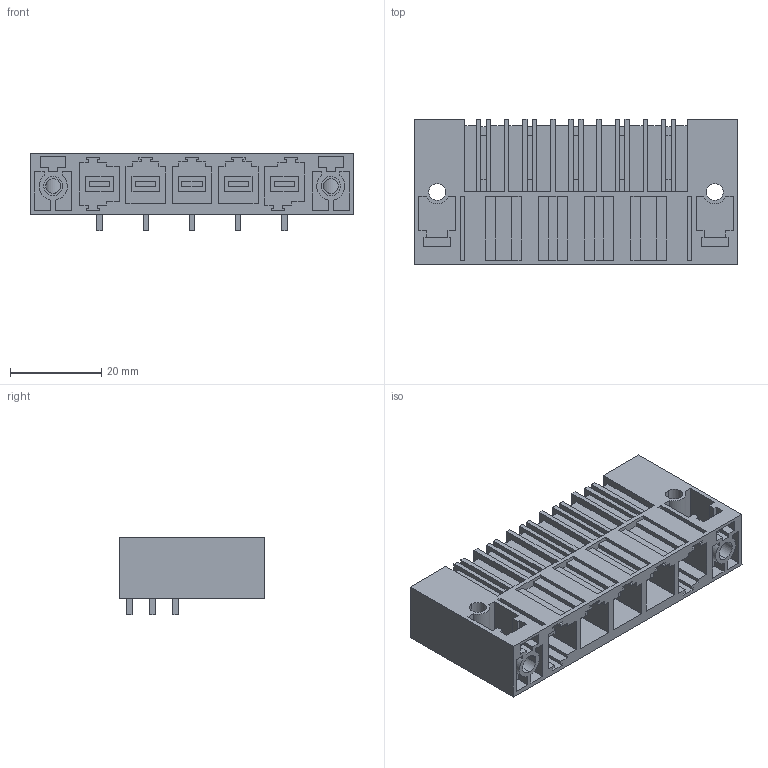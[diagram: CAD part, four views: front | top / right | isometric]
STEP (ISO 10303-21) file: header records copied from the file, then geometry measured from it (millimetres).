
FILE_DESCRIPTION(('CATIA V5 STEP Exchange','CAx-IF Rec.Pracs.--- Model Styling and Organization---1.2---2011-12-15'),'2;1');
FILE_NAME ('D1457525_0_1851070000_1851070000.stp','2018-03-07T11:16:40+00:00',('none'),('Weidmueller'),'CATIA Version 5-6 Release 2014','CATIA V5 STEP AP214','none');
FILE_SCHEMA(('AUTOMOTIVE_DESIGN { 1 0 10303 214 1 1 1 1 }'));
Length unit declared in the file: millimetre
Products named in the file (1): 1851070000
Bounding box: 71.12 x 32 x 17.1 mm (x, y, z)
Volume: 18774.2 mm3; surface area: 19268.8 mm2
Topology: 8 solids, 8 shells, 693 faces, 2032 edges, 1380 vertices
Faces by surface type: plane 651, cylinder 42
Entity records: 22176 total; most frequent: ORIENTED_EDGE 4064, CARTESIAN_POINT 3996, DIRECTION 2932, EDGE_CURVE 2032, VECTOR 1932, LINE 1932, VERTEX_POINT 1380, EDGE_LOOP 748
